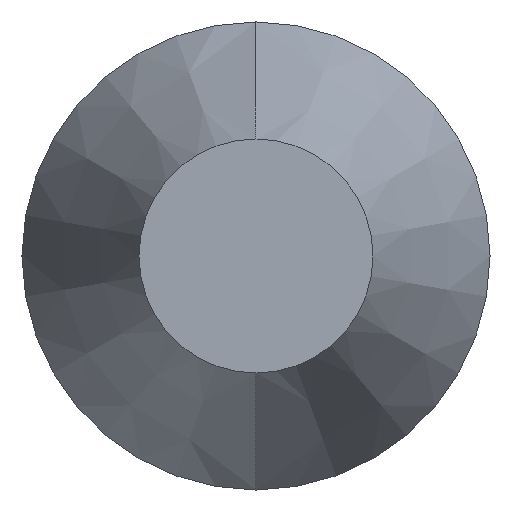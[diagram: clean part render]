
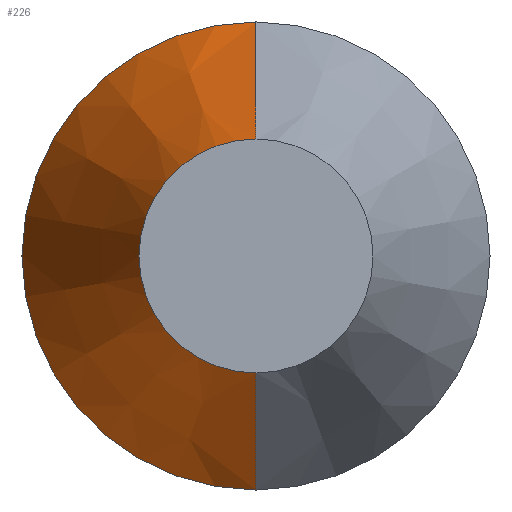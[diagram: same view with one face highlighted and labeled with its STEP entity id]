
A CAD part, left-side view. The second image highlights one B-rep face of the part: STEP entity #226.
In plain terms, the highlighted conical face has half-angle 22.62 degrees and reference radius 2.5 mm.
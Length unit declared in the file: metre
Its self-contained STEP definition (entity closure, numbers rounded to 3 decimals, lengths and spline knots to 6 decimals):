
#4 = DIRECTION ( 'NONE',  ( 0.923, 0., -0.385 ) ) ;
#19 = VERTEX_POINT ( 'NONE', #285 ) ;
#20 = AXIS2_PLACEMENT_3D ( 'NONE', #180, #429, #35 ) ;
#21 = ORIENTED_EDGE ( 'NONE', *, *, #282, .F. ) ;
#25 = EDGE_CURVE ( 'NONE', #312, #154, #122, .T. ) ;
#29 = DIRECTION ( 'NONE',  ( 0.923, 0., 0.385 ) ) ;
#31 = EDGE_CURVE ( 'NONE', #19, #391, #75, .T. ) ;
#35 = DIRECTION ( 'NONE',  ( 0., 0., -1. ) ) ;
#40 = CARTESIAN_POINT ( 'NONE',  ( 0.005, 0., -0.0025 ) ) ;
#60 = ORIENTED_EDGE ( 'NONE', *, *, #242, .T. ) ;
#75 = CIRCLE ( 'NONE', #398, 0.00125 ) ;
#98 = FACE_OUTER_BOUND ( 'NONE', #171, .T. ) ;
#101 = VECTOR ( 'NONE', #4, 1. ) ;
#122 = CIRCLE ( 'NONE', #20, 0.0025 ) ;
#137 = DIRECTION ( 'NONE',  ( 1., 0., 0. ) ) ;
#153 = ORIENTED_EDGE ( 'NONE', *, *, #25, .F. ) ;
#154 = VERTEX_POINT ( 'NONE', #444 ) ;
#163 = CONICAL_SURFACE ( 'NONE', #295, 0.0025, 0.395 ) ;
#171 = EDGE_LOOP ( 'NONE', ( #393, #60, #153, #21 ) ) ;
#177 = LINE ( 'NONE', #289, #427 ) ;
#180 = CARTESIAN_POINT ( 'NONE',  ( 0.005, 0., 0. ) ) ;
#211 = DIRECTION ( 'NONE',  ( 0., 0., -1. ) ) ;
#218 = CARTESIAN_POINT ( 'NONE',  ( 0.002, 0., 0. ) ) ;
#226 = ADVANCED_FACE ( 'NONE', ( #98 ), #163, .T. ) ;
#242 = EDGE_CURVE ( 'NONE', #19, #154, #177, .T. ) ;
#263 = DIRECTION ( 'NONE',  ( 0., 0., -1. ) ) ;
#282 = EDGE_CURVE ( 'NONE', #391, #312, #292, .T. ) ;
#285 = CARTESIAN_POINT ( 'NONE',  ( 0.002, 0., 0.00125 ) ) ;
#289 = CARTESIAN_POINT ( 'NONE',  ( 0.005, 0., 0.0025 ) ) ;
#292 = LINE ( 'NONE', #328, #101 ) ;
#295 = AXIS2_PLACEMENT_3D ( 'NONE', #457, #137, #263 ) ;
#312 = VERTEX_POINT ( 'NONE', #40 ) ;
#328 = CARTESIAN_POINT ( 'NONE',  ( 0.005, 0., -0.0025 ) ) ;
#375 = CARTESIAN_POINT ( 'NONE',  ( 0.002, 0., -0.00125 ) ) ;
#391 = VERTEX_POINT ( 'NONE', #375 ) ;
#393 = ORIENTED_EDGE ( 'NONE', *, *, #31, .F. ) ;
#398 = AXIS2_PLACEMENT_3D ( 'NONE', #218, #400, #211 ) ;
#400 = DIRECTION ( 'NONE',  ( -1., 0., 0. ) ) ;
#427 = VECTOR ( 'NONE', #29, 1. ) ;
#429 = DIRECTION ( 'NONE',  ( 1., 0., 0. ) ) ;
#444 = CARTESIAN_POINT ( 'NONE',  ( 0.005, 0., 0.0025 ) ) ;
#457 = CARTESIAN_POINT ( 'NONE',  ( 0.005, 0., 0. ) ) ;
